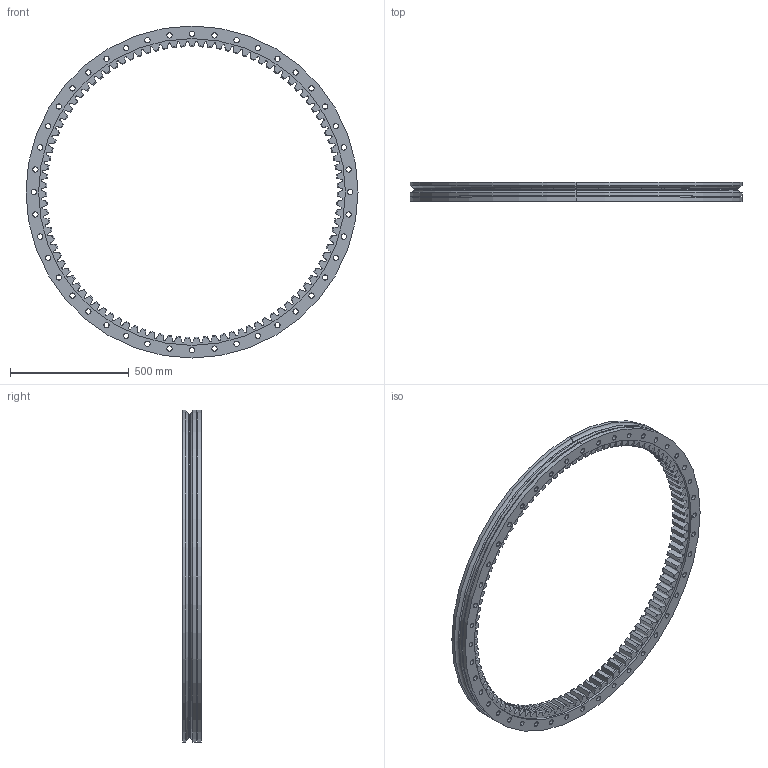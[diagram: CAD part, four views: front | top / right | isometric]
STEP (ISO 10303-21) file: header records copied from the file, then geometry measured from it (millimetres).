
FILE_DESCRIPTION (( 'STEP AP203' ), '1' );
FILE_NAME ('Changed_Ring-2_Default_sldprt.STEP', '2021-08-10T07:16:59', ( '' ), ( '' ), 'SwSTEP 2.0', 'SolidWorks 2021', '' );
FILE_SCHEMA (( 'CONFIG_CONTROL_DESIGN' ));
Length unit declared in the file: millimetre
Products named in the file (1): Changed_Ring-2_Default_sldprt
Bounding box: 1398 x 80 x 1398 mm (x, y, z)
Volume: 26256897.4 mm3; surface area: 1910957.1 mm2
Topology: 1 solids, 1 shells, 524 faces, 1547 edges, 1028 vertices
Faces by surface type: cone 207, cylinder 201, bspline 103, torus 8, plane 5
Entity records: 32186 total; most frequent: CARTESIAN_POINT 18859, ORIENTED_EDGE 3094, DIRECTION 2397, EDGE_CURVE 1547, AXIS2_PLACEMENT_3D 1046, VERTEX_POINT 1028, CIRCLE 624, B_SPLINE_CURVE_WITH_KNOTS 618
